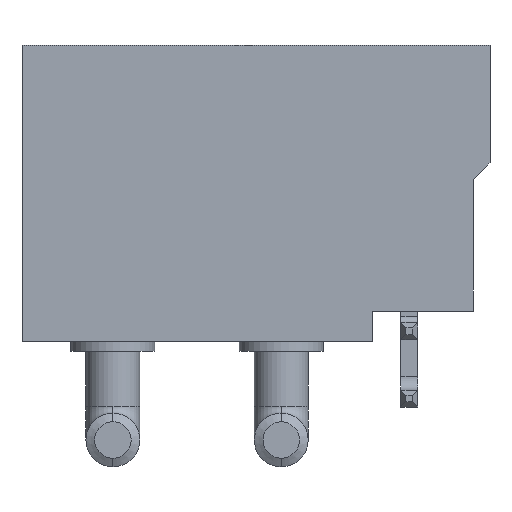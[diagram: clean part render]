
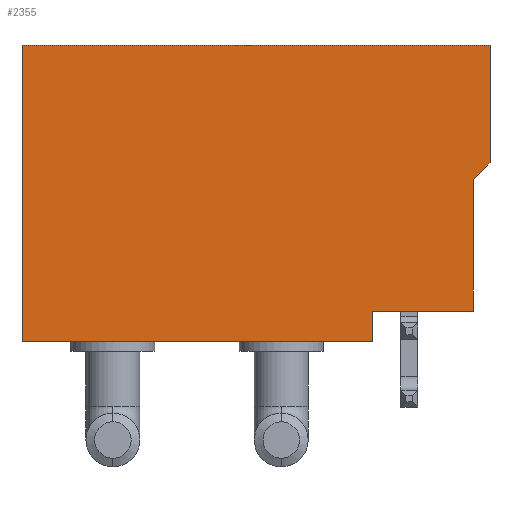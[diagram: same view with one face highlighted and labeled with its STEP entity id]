
A CAD part, front view. The second image highlights one B-rep face of the part: STEP entity #2355.
In plain terms, the highlighted planar face has unit normal (0, -1, 0).
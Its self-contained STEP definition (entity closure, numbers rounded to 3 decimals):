
#71 = LINE ( 'NONE', #4368, #586 ) ;
#72 = DIRECTION ( 'NONE',  ( -1., 0., 0. ) ) ;
#80 = DIRECTION ( 'NONE',  ( 0., 0., -1. ) ) ;
#273 = VECTOR ( 'NONE', #1640, 1000. ) ;
#338 = ORIENTED_EDGE ( 'NONE', *, *, #483, .F. ) ;
#353 = CARTESIAN_POINT ( 'NONE',  ( 6.45, 0., 0.4 ) ) ;
#440 = CARTESIAN_POINT ( 'NONE',  ( 6.45, 0., -3.5 ) ) ;
#443 = LINE ( 'NONE', #1956, #3109 ) ;
#455 = EDGE_CURVE ( 'NONE', #2600, #4453, #853, .T. ) ;
#481 = LINE ( 'NONE', #3586, #3588 ) ;
#483 = EDGE_CURVE ( 'NONE', #1586, #4750, #71, .T. ) ;
#509 = CARTESIAN_POINT ( 'NONE',  ( 3.45, 0., -3.5 ) ) ;
#511 = VERTEX_POINT ( 'NONE', #2764 ) ;
#515 = DIRECTION ( 'NONE',  ( 0., 1., 0. ) ) ;
#536 = LINE ( 'NONE', #440, #2114 ) ;
#565 = ORIENTED_EDGE ( 'NONE', *, *, #455, .F. ) ;
#586 = VECTOR ( 'NONE', #1232, 1000. ) ;
#790 = ORIENTED_EDGE ( 'NONE', *, *, #2971, .F. ) ;
#853 = LINE ( 'NONE', #1251, #2510 ) ;
#867 = LINE ( 'NONE', #4715, #4220 ) ;
#1085 = CARTESIAN_POINT ( 'NONE',  ( 6.95, 0., 0.9 ) ) ;
#1160 = EDGE_CURVE ( 'NONE', #4961, #511, #536, .T. ) ;
#1170 = EDGE_CURVE ( 'NONE', #4750, #2600, #3869, .T. ) ;
#1232 = DIRECTION ( 'NONE',  ( -1., 0., 0. ) ) ;
#1240 = CARTESIAN_POINT ( 'NONE',  ( -6.95, 0., -4.4 ) ) ;
#1251 = CARTESIAN_POINT ( 'NONE',  ( -6.95, 0., 4.4 ) ) ;
#1256 = AXIS2_PLACEMENT_3D ( 'NONE', #2420, #515, #2034 ) ;
#1279 = CARTESIAN_POINT ( 'NONE',  ( 3.45, 0., -3.5 ) ) ;
#1445 = ORIENTED_EDGE ( 'NONE', *, *, #3295, .F. ) ;
#1586 = VERTEX_POINT ( 'NONE', #1648 ) ;
#1616 = DIRECTION ( 'NONE',  ( -0.707, 0., -0.707 ) ) ;
#1640 = DIRECTION ( 'NONE',  ( 0., 0., 1. ) ) ;
#1648 = CARTESIAN_POINT ( 'NONE',  ( 3.45, 0., -4.4 ) ) ;
#1744 = VECTOR ( 'NONE', #72, 1000. ) ;
#1956 = CARTESIAN_POINT ( 'NONE',  ( 6.95, 0., 4.4 ) ) ;
#1994 = LINE ( 'NONE', #1279, #1744 ) ;
#2034 = DIRECTION ( 'NONE',  ( 1., 0., 0. ) ) ;
#2051 = CARTESIAN_POINT ( 'NONE',  ( 6.95, 0., 4.4 ) ) ;
#2114 = VECTOR ( 'NONE', #80, 1000. ) ;
#2153 = ORIENTED_EDGE ( 'NONE', *, *, #3617, .F. ) ;
#2355 = ADVANCED_FACE ( 'NONE', ( #3198 ), #4753, .F. ) ;
#2420 = CARTESIAN_POINT ( 'NONE',  ( 0., 0., 0. ) ) ;
#2482 = DIRECTION ( 'NONE',  ( 1., 0., 0. ) ) ;
#2510 = VECTOR ( 'NONE', #2482, 1000. ) ;
#2543 = EDGE_CURVE ( 'NONE', #4253, #4961, #867, .T. ) ;
#2600 = VERTEX_POINT ( 'NONE', #4326 ) ;
#2626 = VERTEX_POINT ( 'NONE', #509 ) ;
#2685 = ORIENTED_EDGE ( 'NONE', *, *, #1170, .F. ) ;
#2764 = CARTESIAN_POINT ( 'NONE',  ( 6.45, 0., -3.5 ) ) ;
#2971 = EDGE_CURVE ( 'NONE', #511, #2626, #1994, .T. ) ;
#3109 = VECTOR ( 'NONE', #3504, 1000. ) ;
#3153 = ORIENTED_EDGE ( 'NONE', *, *, #2543, .F. ) ;
#3198 = FACE_OUTER_BOUND ( 'NONE', #4676, .T. ) ;
#3295 = EDGE_CURVE ( 'NONE', #4453, #4253, #443, .T. ) ;
#3504 = DIRECTION ( 'NONE',  ( 0., 0., -1. ) ) ;
#3586 = CARTESIAN_POINT ( 'NONE',  ( 3.45, 0., -4.4 ) ) ;
#3588 = VECTOR ( 'NONE', #4319, 1000. ) ;
#3617 = EDGE_CURVE ( 'NONE', #2626, #1586, #481, .T. ) ;
#3869 = LINE ( 'NONE', #1240, #273 ) ;
#4220 = VECTOR ( 'NONE', #1616, 1000. ) ;
#4253 = VERTEX_POINT ( 'NONE', #1085 ) ;
#4319 = DIRECTION ( 'NONE',  ( 0., 0., -1. ) ) ;
#4326 = CARTESIAN_POINT ( 'NONE',  ( -6.95, 0., 4.4 ) ) ;
#4368 = CARTESIAN_POINT ( 'NONE',  ( -6.95, 0., -4.4 ) ) ;
#4453 = VERTEX_POINT ( 'NONE', #2051 ) ;
#4676 = EDGE_LOOP ( 'NONE', ( #2685, #338, #2153, #790, #4751, #3153, #1445, #565 ) ) ;
#4700 = CARTESIAN_POINT ( 'NONE',  ( -6.95, 0., -4.4 ) ) ;
#4715 = CARTESIAN_POINT ( 'NONE',  ( 6.45, 0., 0.4 ) ) ;
#4750 = VERTEX_POINT ( 'NONE', #4700 ) ;
#4751 = ORIENTED_EDGE ( 'NONE', *, *, #1160, .F. ) ;
#4753 = PLANE ( 'NONE',  #1256 ) ;
#4961 = VERTEX_POINT ( 'NONE', #353 ) ;
